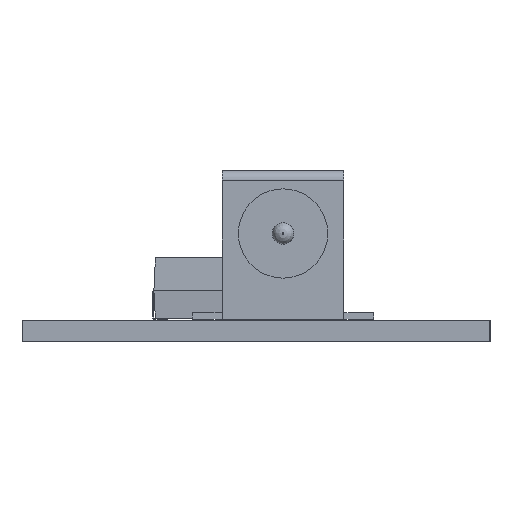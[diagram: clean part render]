
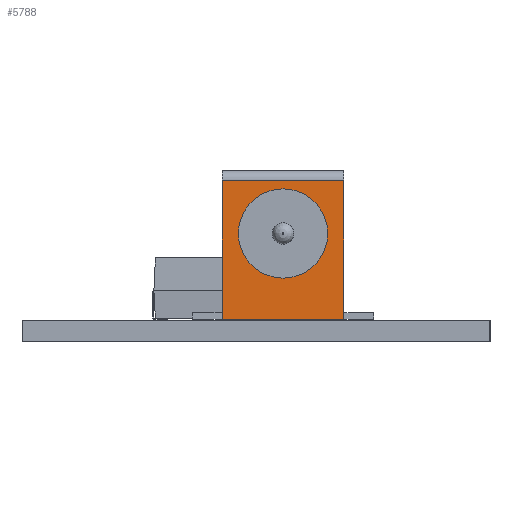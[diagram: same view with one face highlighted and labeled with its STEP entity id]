
A CAD part, left-side view. The second image highlights one B-rep face of the part: STEP entity #5788.
In plain terms, the highlighted face is planar.
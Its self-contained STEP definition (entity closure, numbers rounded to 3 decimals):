
#2499 = VERTEX_POINT('',#2500);
#2500 = CARTESIAN_POINT('',(4.5,10.25,6.65));
#2510 = CYLINDRICAL_SURFACE('',#2511,0.75);
#2511 = AXIS2_PLACEMENT_3D('',#2512,#2513,#2514);
#2512 = CARTESIAN_POINT('',(-2.25,10.25,5.9));
#2513 = DIRECTION('',(1.,0.,0.));
#2514 = DIRECTION('',(0.,0.707,0.707));
#2522 = PLANE('',#2523);
#2523 = AXIS2_PLACEMENT_3D('',#2524,#2525,#2526);
#2524 = CARTESIAN_POINT('',(4.5,0.,6.65));
#2525 = DIRECTION('',(1.,0.,0.));
#2526 = DIRECTION('',(0.,0.,-1.));
#2567 = VERTEX_POINT('',#2568);
#2568 = CARTESIAN_POINT('',(-4.5,10.25,6.65));
#2583 = PLANE('',#2584);
#2584 = AXIS2_PLACEMENT_3D('',#2585,#2586,#2587);
#2585 = CARTESIAN_POINT('',(-4.5,0.,-6.65));
#2586 = DIRECTION('',(-1.,0.,0.));
#2587 = DIRECTION('',(0.,0.,1.));
#2599 = EDGE_CURVE('',#2567,#2499,#2600,.T.);
#2600 = SURFACE_CURVE('',#2601,(#2605,#2612),.PCURVE_S1.);
#2601 = LINE('',#2602,#2603);
#2602 = CARTESIAN_POINT('',(-2.25,10.25,6.65));
#2603 = VECTOR('',#2604,1.);
#2604 = DIRECTION('',(1.,0.,0.));
#2605 = PCURVE('',#2510,#2606);
#2606 = DEFINITIONAL_REPRESENTATION('',(#2607),#2611);
#2607 = LINE('',#2608,#2609);
#2608 = CARTESIAN_POINT('',(0.785,0.));
#2609 = VECTOR('',#2610,1.);
#2610 = DIRECTION('',(0.,1.));
#2611 = ( GEOMETRIC_REPRESENTATION_CONTEXT(2) 
PARAMETRIC_REPRESENTATION_CONTEXT() REPRESENTATION_CONTEXT('2D SPACE',''
  ) );
#2612 = PCURVE('',#2613,#2618);
#2613 = PLANE('',#2614);
#2614 = AXIS2_PLACEMENT_3D('',#2615,#2616,#2617);
#2615 = CARTESIAN_POINT('',(-4.5,0.,6.65));
#2616 = DIRECTION('',(0.,0.,1.));
#2617 = DIRECTION('',(1.,0.,0.));
#2618 = DEFINITIONAL_REPRESENTATION('',(#2619),#2623);
#2619 = LINE('',#2620,#2621);
#2620 = CARTESIAN_POINT('',(2.25,10.25));
#2621 = VECTOR('',#2622,1.);
#2622 = DIRECTION('',(1.,0.));
#2623 = ( GEOMETRIC_REPRESENTATION_CONTEXT(2) 
PARAMETRIC_REPRESENTATION_CONTEXT() REPRESENTATION_CONTEXT('2D SPACE',''
  ) );
#2752 = PLANE('',#2753);
#2753 = AXIS2_PLACEMENT_3D('',#2754,#2755,#2756);
#2754 = CARTESIAN_POINT('',(0.,0.,0.));
#2755 = DIRECTION('',(0.,1.,0.));
#2756 = DIRECTION('',(1.,0.,0.));
#2956 = VERTEX_POINT('',#2957);
#2957 = CARTESIAN_POINT('',(-4.5,0.,6.65));
#2978 = EDGE_CURVE('',#2956,#2567,#2979,.T.);
#2979 = SURFACE_CURVE('',#2980,(#2984,#2991),.PCURVE_S1.);
#2980 = LINE('',#2981,#2982);
#2981 = CARTESIAN_POINT('',(-4.5,0.,6.65));
#2982 = VECTOR('',#2983,1.);
#2983 = DIRECTION('',(0.,1.,0.));
#2984 = PCURVE('',#2583,#2985);
#2985 = DEFINITIONAL_REPRESENTATION('',(#2986),#2990);
#2986 = LINE('',#2987,#2988);
#2987 = CARTESIAN_POINT('',(13.3,0.));
#2988 = VECTOR('',#2989,1.);
#2989 = DIRECTION('',(0.,1.));
#2990 = ( GEOMETRIC_REPRESENTATION_CONTEXT(2) 
PARAMETRIC_REPRESENTATION_CONTEXT() REPRESENTATION_CONTEXT('2D SPACE',''
  ) );
#2991 = PCURVE('',#2613,#2992);
#2992 = DEFINITIONAL_REPRESENTATION('',(#2993),#2997);
#2993 = LINE('',#2994,#2995);
#2994 = CARTESIAN_POINT('',(0.,0.));
#2995 = VECTOR('',#2996,1.);
#2996 = DIRECTION('',(0.,1.));
#2997 = ( GEOMETRIC_REPRESENTATION_CONTEXT(2) 
PARAMETRIC_REPRESENTATION_CONTEXT() REPRESENTATION_CONTEXT('2D SPACE',''
  ) );
#3522 = VERTEX_POINT('',#3523);
#3523 = CARTESIAN_POINT('',(3.3,6.35,6.65));
#3532 = CYLINDRICAL_SURFACE('',#3533,3.3);
#3533 = AXIS2_PLACEMENT_3D('',#3534,#3535,#3536);
#3534 = CARTESIAN_POINT('',(0.,6.35,6.65));
#3535 = DIRECTION('',(0.,0.,-1.));
#3536 = DIRECTION('',(-1.,0.,0.));
#3578 = EDGE_CURVE('',#3522,#3522,#3579,.T.);
#3579 = SURFACE_CURVE('',#3580,(#3585,#3592),.PCURVE_S1.);
#3580 = CIRCLE('',#3581,3.3);
#3581 = AXIS2_PLACEMENT_3D('',#3582,#3583,#3584);
#3582 = CARTESIAN_POINT('',(0.,6.35,6.65));
#3583 = DIRECTION('',(0.,0.,-1.));
#3584 = DIRECTION('',(-1.,0.,0.));
#3585 = PCURVE('',#3532,#3586);
#3586 = DEFINITIONAL_REPRESENTATION('',(#3587),#3591);
#3587 = LINE('',#3588,#3589);
#3588 = CARTESIAN_POINT('',(0.,0.));
#3589 = VECTOR('',#3590,1.);
#3590 = DIRECTION('',(1.,0.));
#3591 = ( GEOMETRIC_REPRESENTATION_CONTEXT(2) 
PARAMETRIC_REPRESENTATION_CONTEXT() REPRESENTATION_CONTEXT('2D SPACE',''
  ) );
#3592 = PCURVE('',#2613,#3593);
#3593 = DEFINITIONAL_REPRESENTATION('',(#3594),#3602);
#3594 = ( BOUNDED_CURVE() B_SPLINE_CURVE(2,(#3595,#3596,#3597,#3598,
#3599,#3600,#3601),.UNSPECIFIED.,.T.,.F.) B_SPLINE_CURVE_WITH_KNOTS((1,2
    ,2,2,2,1),(-2.094,0.,2.094,4.189,
6.283,8.378),.UNSPECIFIED.) CURVE() 
GEOMETRIC_REPRESENTATION_ITEM() RATIONAL_B_SPLINE_CURVE((1.,0.5,1.,0.5,
1.,0.5,1.)) REPRESENTATION_ITEM('') );
#3595 = CARTESIAN_POINT('',(1.2,6.35));
#3596 = CARTESIAN_POINT('',(1.2,12.066));
#3597 = CARTESIAN_POINT('',(6.15,9.208));
#3598 = CARTESIAN_POINT('',(11.1,6.35));
#3599 = CARTESIAN_POINT('',(6.15,3.492));
#3600 = CARTESIAN_POINT('',(1.2,0.634));
#3601 = CARTESIAN_POINT('',(1.2,6.35));
#3602 = ( GEOMETRIC_REPRESENTATION_CONTEXT(2) 
PARAMETRIC_REPRESENTATION_CONTEXT() REPRESENTATION_CONTEXT('2D SPACE',''
  ) );
#5554 = EDGE_CURVE('',#5555,#2499,#5557,.T.);
#5555 = VERTEX_POINT('',#5556);
#5556 = CARTESIAN_POINT('',(4.5,0.,6.65));
#5557 = SURFACE_CURVE('',#5558,(#5562,#5569),.PCURVE_S1.);
#5558 = LINE('',#5559,#5560);
#5559 = CARTESIAN_POINT('',(4.5,0.,6.65));
#5560 = VECTOR('',#5561,1.);
#5561 = DIRECTION('',(0.,1.,0.));
#5562 = PCURVE('',#2522,#5563);
#5563 = DEFINITIONAL_REPRESENTATION('',(#5564),#5568);
#5564 = LINE('',#5565,#5566);
#5565 = CARTESIAN_POINT('',(0.,0.));
#5566 = VECTOR('',#5567,1.);
#5567 = DIRECTION('',(0.,1.));
#5568 = ( GEOMETRIC_REPRESENTATION_CONTEXT(2) 
PARAMETRIC_REPRESENTATION_CONTEXT() REPRESENTATION_CONTEXT('2D SPACE',''
  ) );
#5569 = PCURVE('',#2613,#5570);
#5570 = DEFINITIONAL_REPRESENTATION('',(#5571),#5575);
#5571 = LINE('',#5572,#5573);
#5572 = CARTESIAN_POINT('',(9.,0.));
#5573 = VECTOR('',#5574,1.);
#5574 = DIRECTION('',(0.,1.));
#5575 = ( GEOMETRIC_REPRESENTATION_CONTEXT(2) 
PARAMETRIC_REPRESENTATION_CONTEXT() REPRESENTATION_CONTEXT('2D SPACE',''
  ) );
#5662 = EDGE_CURVE('',#5555,#2956,#5663,.T.);
#5663 = SURFACE_CURVE('',#5664,(#5668,#5675),.PCURVE_S1.);
#5664 = LINE('',#5665,#5666);
#5665 = CARTESIAN_POINT('',(4.5,0.,6.65));
#5666 = VECTOR('',#5667,1.);
#5667 = DIRECTION('',(-1.,0.,0.));
#5668 = PCURVE('',#2752,#5669);
#5669 = DEFINITIONAL_REPRESENTATION('',(#5670),#5674);
#5670 = LINE('',#5671,#5672);
#5671 = CARTESIAN_POINT('',(4.5,-6.65));
#5672 = VECTOR('',#5673,1.);
#5673 = DIRECTION('',(-1.,0.));
#5674 = ( GEOMETRIC_REPRESENTATION_CONTEXT(2) 
PARAMETRIC_REPRESENTATION_CONTEXT() REPRESENTATION_CONTEXT('2D SPACE',''
  ) );
#5675 = PCURVE('',#2613,#5676);
#5676 = DEFINITIONAL_REPRESENTATION('',(#5677),#5681);
#5677 = LINE('',#5678,#5679);
#5678 = CARTESIAN_POINT('',(9.,0.));
#5679 = VECTOR('',#5680,1.);
#5680 = DIRECTION('',(-1.,0.));
#5681 = ( GEOMETRIC_REPRESENTATION_CONTEXT(2) 
PARAMETRIC_REPRESENTATION_CONTEXT() REPRESENTATION_CONTEXT('2D SPACE',''
  ) );
#5788 = ADVANCED_FACE('',(#5789,#5795),#2613,.T.);
#5789 = FACE_BOUND('',#5790,.T.);
#5790 = EDGE_LOOP('',(#5791,#5792,#5793,#5794));
#5791 = ORIENTED_EDGE('',*,*,#2599,.F.);
#5792 = ORIENTED_EDGE('',*,*,#2978,.F.);
#5793 = ORIENTED_EDGE('',*,*,#5662,.F.);
#5794 = ORIENTED_EDGE('',*,*,#5554,.T.);
#5795 = FACE_BOUND('',#5796,.T.);
#5796 = EDGE_LOOP('',(#5797));
#5797 = ORIENTED_EDGE('',*,*,#3578,.T.);
